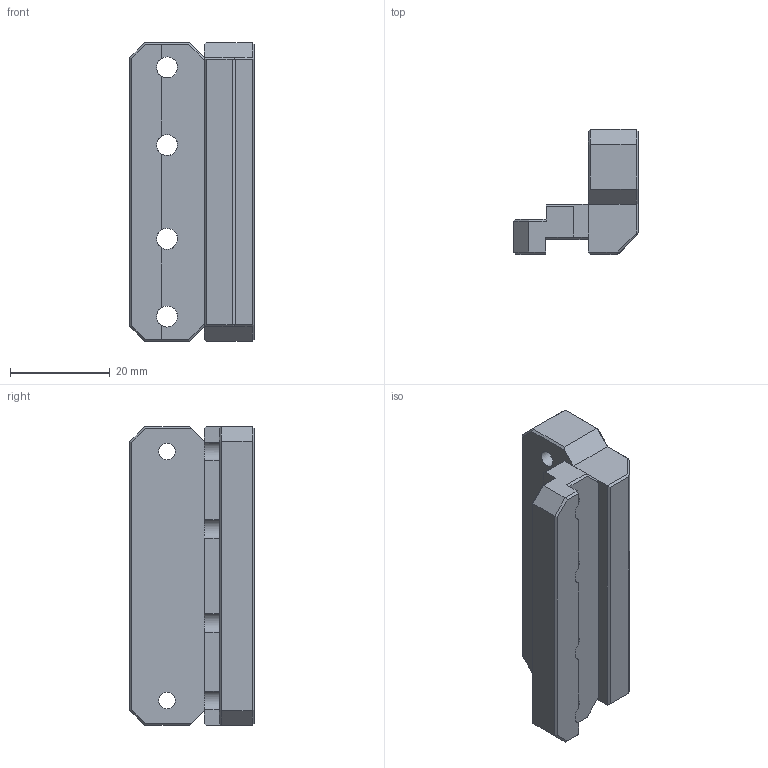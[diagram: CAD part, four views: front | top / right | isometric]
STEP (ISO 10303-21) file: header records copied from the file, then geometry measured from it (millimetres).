
FILE_DESCRIPTION(/* description */ ('STEP AP242','CAx-IF Rec.Pracs.---Representation and Presentation of Product Manufacturing Information (PMI)---4.0---2014-10-13','CAx-IF Rec.Pracs.---3D Tessellated Geometry---0.4---2014-09-14','2;1'),/* implementation_level */ '2;1');
FILE_NAME(/* name */ '661e818e4a65cf64c15b45d9',/* time_stamp */ '2024-04-16T13:47:58Z',/* author */ (''),/* organization */ (''),/* preprocessor_version */ 'ST-DEVELOPER v20',/* originating_system */ ' ',/* authorisation */ ' ');
FILE_SCHEMA (('AP242_MANAGED_MODEL_BASED_3D_ENGINEERING_MIM_LF { 1 0 10303 442 1 1 4 }'));
Length unit declared in the file: metre
Products named in the file (1): Side Spool Holder Adapter
Bounding box: 25 x 25 x 60 mm (x, y, z)
Volume: 19231.9 mm3; surface area: 6964.6 mm2
Topology: 1 solids, 1 shells, 88 faces, 232 edges, 140 vertices
Faces by surface type: plane 78, cylinder 8, cone 2
Full cylindrical faces by diameter (mm): 3.3 x2, 4.2 x4, 6.66 x2
Entity records: 2554 total; most frequent: CARTESIAN_POINT 435, ORIENTED_EDGE 428, DIRECTION 418, EDGE_CURVE 214, LINE 188, VECTOR 188, VERTEX_POINT 132, AXIS2_PLACEMENT_3D 115
